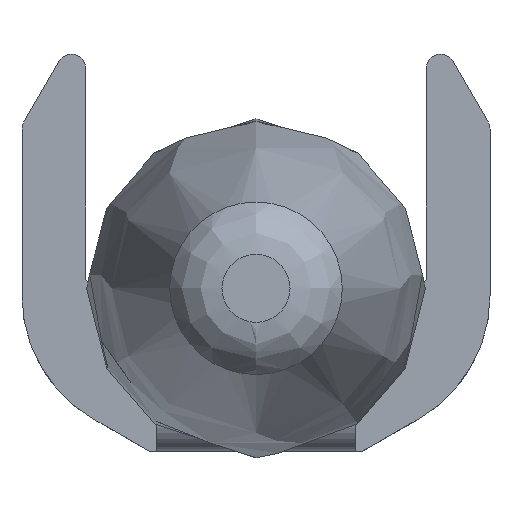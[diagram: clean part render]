
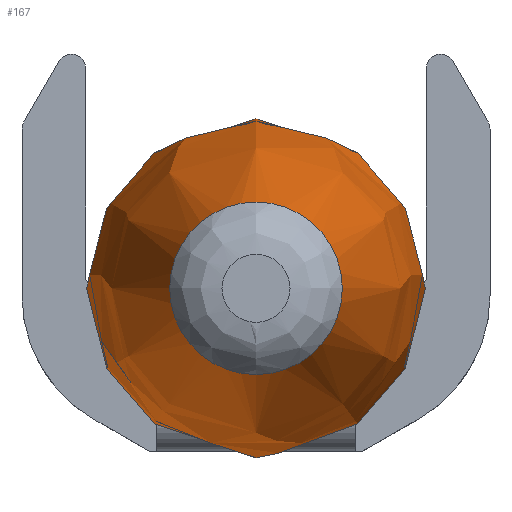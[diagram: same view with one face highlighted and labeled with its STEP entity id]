
A CAD part, left-side view. The second image highlights one B-rep face of the part: STEP entity #167.
In plain terms, the highlighted free-form (B-spline) face has degree [3, 3] with [4, 7] control points.
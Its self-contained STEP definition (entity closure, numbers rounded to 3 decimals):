
#110=FACE_BOUND('',#338,.T.);
#111=FACE_BOUND('',#339,.T.);
#145=(
BOUNDED_SURFACE()
B_SPLINE_SURFACE(3,3,((#2056,#2057,#2058,#2059,#2060,#2061,#2062),(#2063,
#2064,#2065,#2066,#2067,#2068,#2069),(#2070,#2071,#2072,#2073,#2074,#2075,
#2076),(#2077,#2078,#2079,#2080,#2081,#2082,#2083)),.UNSPECIFIED.,.F.,.T.,
 .F.)
B_SPLINE_SURFACE_WITH_KNOTS((4,4),(1,3,3,3,1),(0.,1.),(-0.5,0.,0.5,1.,1.5),
 .UNSPECIFIED.)
GEOMETRIC_REPRESENTATION_ITEM()
RATIONAL_B_SPLINE_SURFACE(((1.,0.333,0.333,1.,0.333,
0.333,1.),(0.976,0.325,0.325,
0.976,0.325,0.325,0.976),
(0.976,0.325,0.325,0.976,
0.325,0.325,0.976),(1.,0.333,
0.333,1.,0.333,0.333,1.)))
REPRESENTATION_ITEM('')
SURFACE()
);
#167=ADVANCED_FACE('',(#110,#111),#145,.T.);
#338=EDGE_LOOP('',(#676));
#339=EDGE_LOOP('',(#677));
#676=ORIENTED_EDGE('',*,*,#1207,.T.);
#677=ORIENTED_EDGE('',*,*,#1205,.T.);
#1068=VERTEX_POINT('',#2050);
#1070=VERTEX_POINT('',#2055);
#1205=EDGE_CURVE('',#1068,#1068,#1398,.T.);
#1207=EDGE_CURVE('',#1070,#1070,#1400,.T.);
#1398=CIRCLE('',#1463,11.269);
#1400=CIRCLE('',#1466,6.084);
#1463=AXIS2_PLACEMENT_3D('',#2049,#1615,#1616);
#1466=AXIS2_PLACEMENT_3D('',#2054,#1621,#1622);
#1615=DIRECTION('',(-1.,0.,0.));
#1616=DIRECTION('',(0.,0.,1.));
#1621=DIRECTION('',(1.,0.,0.));
#1622=DIRECTION('',(0.,0.,-1.));
#2049=CARTESIAN_POINT('',(42.081,0.,0.));
#2050=CARTESIAN_POINT('',(42.081,0.,11.269));
#2054=CARTESIAN_POINT('',(2.443,0.,0.));
#2055=CARTESIAN_POINT('',(2.443,0.,-6.084));
#2056=CARTESIAN_POINT('',(2.443,0.,6.084));
#2057=CARTESIAN_POINT('',(2.443,12.168,6.084));
#2058=CARTESIAN_POINT('',(2.443,12.168,-6.084));
#2059=CARTESIAN_POINT('',(2.443,0.,-6.084));
#2060=CARTESIAN_POINT('',(2.443,-12.168,-6.084));
#2061=CARTESIAN_POINT('',(2.443,-12.168,6.084));
#2062=CARTESIAN_POINT('',(2.443,0.,6.084));
#2063=CARTESIAN_POINT('',(15.02,0.,11.399));
#2064=CARTESIAN_POINT('',(15.02,22.799,11.399));
#2065=CARTESIAN_POINT('',(15.02,22.799,-11.399));
#2066=CARTESIAN_POINT('',(15.02,0.,-11.399));
#2067=CARTESIAN_POINT('',(15.02,-22.799,-11.399));
#2068=CARTESIAN_POINT('',(15.02,-22.799,11.399));
#2069=CARTESIAN_POINT('',(15.02,0.,11.399));
#2070=CARTESIAN_POINT('',(28.56,0.,13.171));
#2071=CARTESIAN_POINT('',(28.56,26.341,13.171));
#2072=CARTESIAN_POINT('',(28.56,26.341,-13.171));
#2073=CARTESIAN_POINT('',(28.56,0.,-13.171));
#2074=CARTESIAN_POINT('',(28.56,-26.341,-13.171));
#2075=CARTESIAN_POINT('',(28.56,-26.341,13.171));
#2076=CARTESIAN_POINT('',(28.56,0.,13.171));
#2077=CARTESIAN_POINT('',(42.081,0.,11.269));
#2078=CARTESIAN_POINT('',(42.081,22.539,11.269));
#2079=CARTESIAN_POINT('',(42.081,22.539,-11.269));
#2080=CARTESIAN_POINT('',(42.081,0.,-11.269));
#2081=CARTESIAN_POINT('',(42.081,-22.539,-11.269));
#2082=CARTESIAN_POINT('',(42.081,-22.539,11.269));
#2083=CARTESIAN_POINT('',(42.081,0.,11.269));
